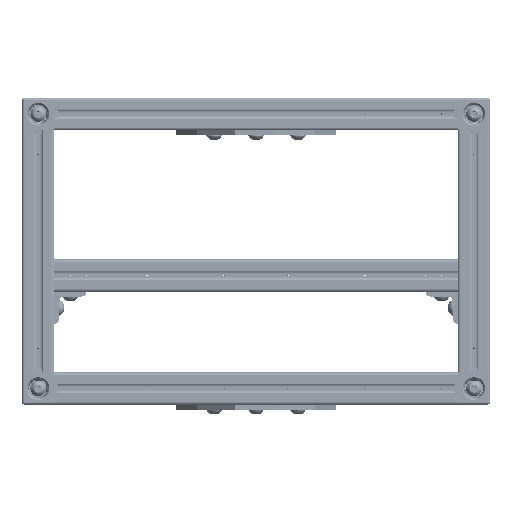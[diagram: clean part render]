
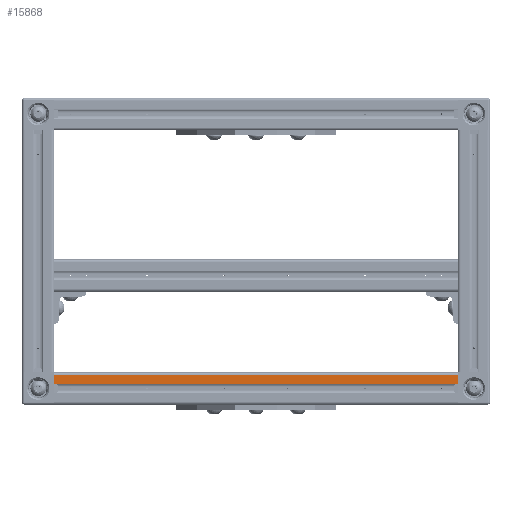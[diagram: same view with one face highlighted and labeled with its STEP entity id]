
A CAD part, front view. The second image highlights one B-rep face of the part: STEP entity #15868.
In plain terms, the highlighted planar face has unit normal (0, -1, 0).
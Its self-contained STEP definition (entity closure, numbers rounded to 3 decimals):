
#1470=PLANE('',#17380);
#2202=FACE_OUTER_BOUND('',#3116,.T.);
#3116=EDGE_LOOP('',(#14034,#14035,#14036,#14037));
#4639=LINE('',#33190,#5962);
#4667=LINE('',#33302,#5990);
#4669=LINE('',#33308,#5992);
#4670=LINE('',#33309,#5993);
#5962=VECTOR('',#21290,10.);
#5990=VECTOR('',#21376,1000.);
#5992=VECTOR('',#21382,1000.);
#5993=VECTOR('',#21383,1000.);
#7920=VERTEX_POINT('',#33187);
#7921=VERTEX_POINT('',#33189);
#7976=VERTEX_POINT('',#33301);
#7978=VERTEX_POINT('',#33307);
#9999=EDGE_CURVE('',#7921,#7920,#4639,.T.);
#10055=EDGE_CURVE('',#7976,#7921,#4667,.T.);
#10058=EDGE_CURVE('',#7978,#7920,#4669,.T.);
#10059=EDGE_CURVE('',#7978,#7976,#4670,.T.);
#14034=ORIENTED_EDGE('',*,*,#9999,.T.);
#14035=ORIENTED_EDGE('',*,*,#10058,.F.);
#14036=ORIENTED_EDGE('',*,*,#10059,.T.);
#14037=ORIENTED_EDGE('',*,*,#10055,.T.);
#15868=ADVANCED_FACE('',(#2202),#1470,.F.);
#17380=AXIS2_PLACEMENT_3D('',#33306,#21380,#21381);
#21290=DIRECTION('',(1.,0.,0.));
#21376=DIRECTION('',(0.,0.,-1.));
#21380=DIRECTION('center_axis',(0.,1.,0.));
#21381=DIRECTION('ref_axis',(1.,0.,0.));
#21382=DIRECTION('',(0.,0.,-1.));
#21383=DIRECTION('',(-1.,0.,0.));
#33187=CARTESIAN_POINT('',(-3.,-10.,207.2));
#33189=CARTESIAN_POINT('',(-8.25,-10.,207.2));
#33190=CARTESIAN_POINT('',(3.5,-10.,207.2));
#33301=CARTESIAN_POINT('',(-8.25,-10.,457.2));
#33302=CARTESIAN_POINT('',(-8.25,-10.,457.2));
#33306=CARTESIAN_POINT('Origin',(-3.,-10.,457.2));
#33307=CARTESIAN_POINT('',(-3.,-10.,457.2));
#33308=CARTESIAN_POINT('',(-3.,-10.,457.2));
#33309=CARTESIAN_POINT('',(-3.,-10.,457.2));
